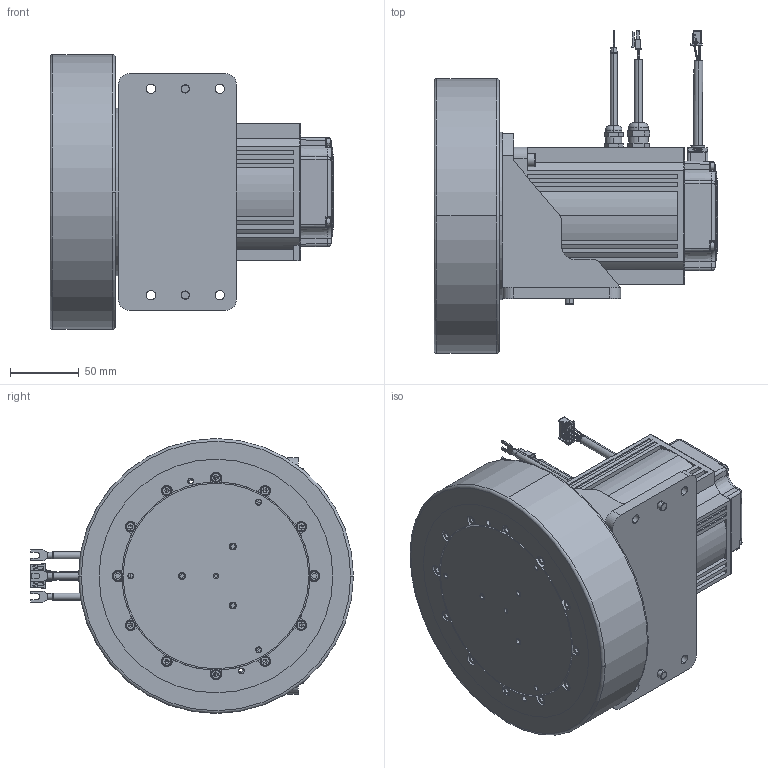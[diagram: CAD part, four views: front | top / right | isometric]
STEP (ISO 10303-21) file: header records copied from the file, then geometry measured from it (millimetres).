
FILE_DESCRIPTION((''),'2;1');
FILE_NAME('MSD200-10-100-20GSL-B_461117000','2023-12-01T15:36:02',('ms28140'),(''),'CREO PARAMETRIC BY PTC INC, 2018100','CREO PARAMETRIC BY PTC INC, 2018100','');
FILE_SCHEMA(('CONFIG_CONTROL_DESIGN'));
Length unit declared in the file: millimetre
Products named in the file (1): MSD200-10-100-20GSL-B_461117000
Bounding box: 206.5 x 234.85 x 200 mm (x, y, z)
Surface area: 394524.9 mm2 (no closed solid volume)
Topology: 0 solids, 107 shells, 2145 faces, 5738 edges, 3740 vertices
Faces by surface type: plane 1231, cylinder 503, cone 196, torus 139, bspline 52, sphere 14, extrusion 10
Entity records: 71574 total; most frequent: CARTESIAN_POINT 18205, DIRECTION 11120, ORIENTED_EDGE 10621, EDGE_CURVE 5659, AXIS2_PLACEMENT_3D 3816, VERTEX_POINT 3740, VECTOR 3488, LINE 3478
